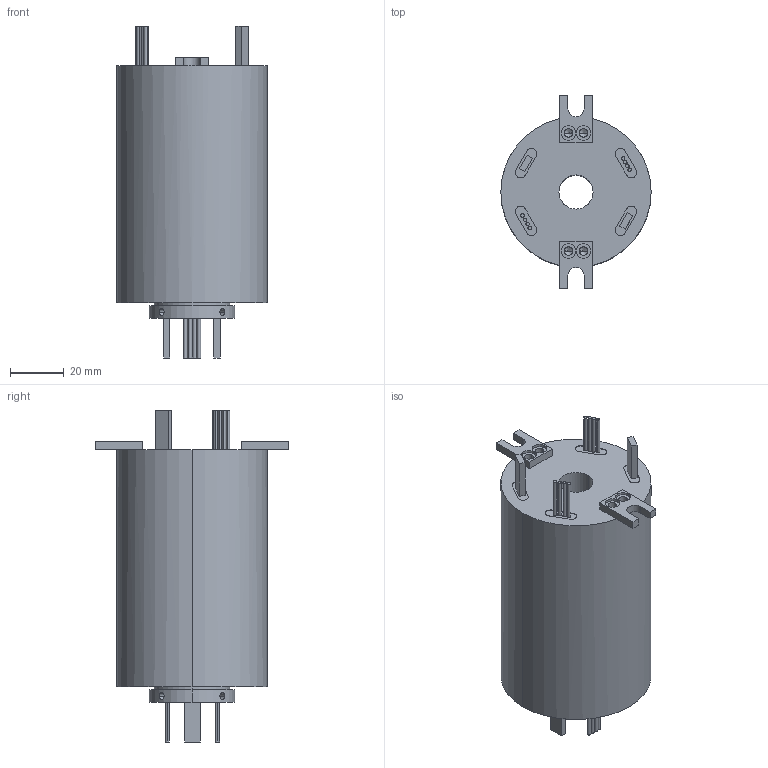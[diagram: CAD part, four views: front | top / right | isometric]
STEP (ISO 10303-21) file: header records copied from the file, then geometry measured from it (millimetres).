
FILE_DESCRIPTION (( 'STEP AP203' ), '1' );
FILE_NAME ('ME2122-S08.STEP', '2020-08-06T01:01:12', ( 'gongcheng1' ), ( '' ), 'SwSTEP 2.0', 'SolidWorks 2014', '' );
FILE_SCHEMA (( 'CONFIG_CONTROL_DESIGN' ));
Length unit declared in the file: millimetre
Products named in the file (1): ME2122-S08
Bounding box: 56 x 72 x 123.7 mm (x, y, z)
Volume: 211524.9 mm3; surface area: 29641.2 mm2
Topology: 1 solids, 1 shells, 194 faces, 454 edges, 294 vertices
Faces by surface type: cylinder 104, plane 82, cone 8
Entity records: 5911 total; most frequent: CARTESIAN_POINT 1231, DIRECTION 1020, ORIENTED_EDGE 892, EDGE_CURVE 446, AXIS2_PLACEMENT_3D 395, VERTEX_POINT 294, EDGE_LOOP 244, VECTOR 230
